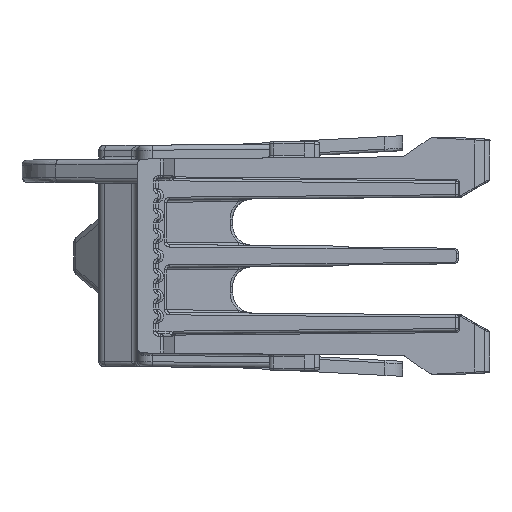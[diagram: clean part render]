
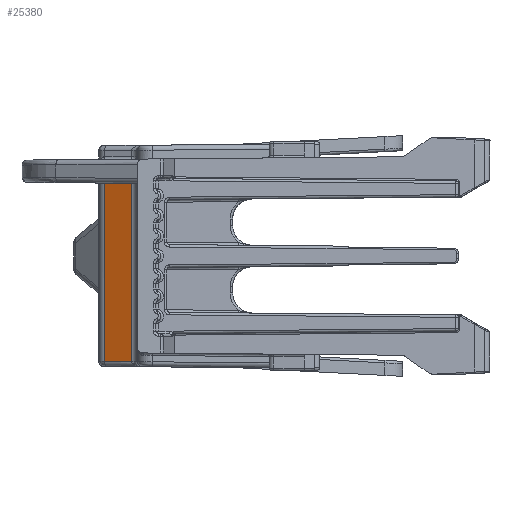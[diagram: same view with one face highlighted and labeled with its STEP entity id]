
A CAD part, left-side view. The second image highlights one B-rep face of the part: STEP entity #25380.
In plain terms, the highlighted planar face has unit normal (-0.906, 0.423, 0).
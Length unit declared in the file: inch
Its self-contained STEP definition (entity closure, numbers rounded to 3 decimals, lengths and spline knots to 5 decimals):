
#4237 = CARTESIAN_POINT ( 'NONE',  ( -0.9957, -0.06979, 0.28523 ) ) ;
#4840 = VERTEX_POINT ( 'NONE', #91797 ) ;
#6590 = CARTESIAN_POINT ( 'NONE',  ( -1.0063, -0.09252, 0.06304 ) ) ;
#8552 = LINE ( 'NONE', #77439, #31444 ) ;
#13369 = VERTEX_POINT ( 'NONE', #4237 ) ;
#14376 = VECTOR ( 'NONE', #56209, 39.37008 ) ;
#15069 = ORIENTED_EDGE ( 'NONE', *, *, #42687, .F. ) ;
#15216 = DIRECTION ( 'NONE',  ( 0.423, 0.906, 0. ) ) ;
#16415 = FACE_OUTER_BOUND ( 'NONE', #36059, .T. ) ;
#17248 = DIRECTION ( 'NONE',  ( 0., 0., -1. ) ) ;
#21266 = CARTESIAN_POINT ( 'NONE',  ( -0.94622, 0.03632, 0.28615 ) ) ;
#25380 = ADVANCED_FACE ( 'NONE', ( #16415 ), #83007, .F. ) ;
#27418 = VECTOR ( 'NONE', #47078, 39.37008 ) ;
#27877 = ORIENTED_EDGE ( 'NONE', *, *, #45249, .F. ) ;
#31444 = VECTOR ( 'NONE', #17248, 39.37008 ) ;
#31947 = ORIENTED_EDGE ( 'NONE', *, *, #59068, .F. ) ;
#36059 = EDGE_LOOP ( 'NONE', ( #31947, #27877, #67986, #15069 ) ) ;
#38291 = VECTOR ( 'NONE', #106789, 39.37008 ) ;
#42687 = EDGE_CURVE ( 'NONE', #4840, #77805, #93442, .T. ) ;
#45249 = EDGE_CURVE ( 'NONE', #96583, #13369, #107013, .T. ) ;
#47078 = DIRECTION ( 'NONE',  ( 0.423, 0.906, 0.008 ) ) ;
#56209 = DIRECTION ( 'NONE',  ( 0., 0., 1. ) ) ;
#59068 = EDGE_CURVE ( 'NONE', #13369, #4840, #8552, .T. ) ;
#63245 = AXIS2_PLACEMENT_3D ( 'NONE', #6590, #66750, #15216 ) ;
#66750 = DIRECTION ( 'NONE',  ( 0.906, -0.423, 0. ) ) ;
#67986 = ORIENTED_EDGE ( 'NONE', *, *, #82181, .F. ) ;
#72344 = LINE ( 'NONE', #99940, #14376 ) ;
#77439 = CARTESIAN_POINT ( 'NONE',  ( -0.9957, -0.06979, 0.06304 ) ) ;
#77805 = VERTEX_POINT ( 'NONE', #96238 ) ;
#82181 = EDGE_CURVE ( 'NONE', #77805, #96583, #72344, .T. ) ;
#83007 = PLANE ( 'NONE',  #63245 ) ;
#91797 = CARTESIAN_POINT ( 'NONE',  ( -0.9957, -0.06979, -0.41458 ) ) ;
#93442 = LINE ( 'NONE', #98676, #27418 ) ;
#96238 = CARTESIAN_POINT ( 'NONE',  ( -0.94622, 0.03632, -0.41366 ) ) ;
#96583 = VERTEX_POINT ( 'NONE', #106413 ) ;
#98676 = CARTESIAN_POINT ( 'NONE',  ( -0.9957, -0.06979, -0.41458 ) ) ;
#99940 = CARTESIAN_POINT ( 'NONE',  ( -0.94622, 0.03632, 0.06304 ) ) ;
#106413 = CARTESIAN_POINT ( 'NONE',  ( -0.94622, 0.03632, 0.28615 ) ) ;
#106789 = DIRECTION ( 'NONE',  ( -0.423, -0.906, -0.008 ) ) ;
#107013 = LINE ( 'NONE', #21266, #38291 ) ;
